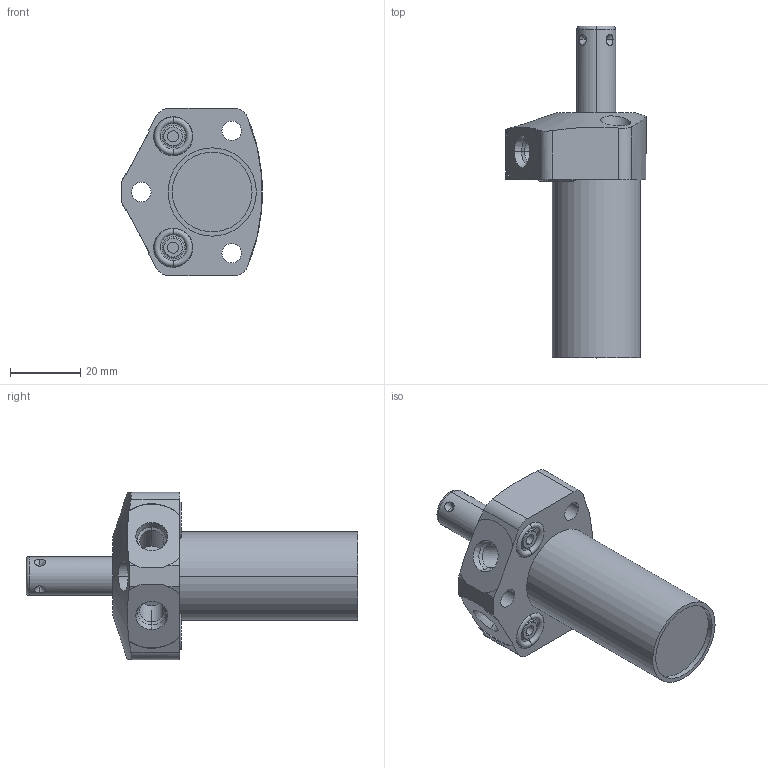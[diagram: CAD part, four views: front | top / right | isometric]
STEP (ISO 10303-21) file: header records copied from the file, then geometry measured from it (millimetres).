
FILE_DESCRIPTION((''),'2;1');
FILE_NAME('ILC25620500','2022-01-21T10:52:34',('rkuestersteffen'),(''),'CREO PARAMETRIC BY PTC INC, 2021164','CREO PARAMETRIC BY PTC INC, 2021164','');
FILE_SCHEMA(('AUTOMOTIVE_DESIGN { 1 0 10303 214 1 1 1 1 }'));
Length unit declared in the file: inch
Products named in the file (1): ILC25620500
Bounding box: 40.11 x 94.59 x 47.62 mm (x, y, z)
Volume: 50340.9 mm3; surface area: 14003.9 mm2
Topology: 1 solids, 2 shells, 135 faces, 313 edges, 197 vertices
Faces by surface type: cylinder 61, plane 36, cone 28, torus 10
Entity records: 5522 total; most frequent: CARTESIAN_POINT 971, DIRECTION 745, ORIENTED_EDGE 594, PRESENTATION_STYLE_ASSIGNMENT 349, STYLED_ITEM 336, CURVE_STYLE 334, AXIS2_PLACEMENT_3D 301, EDGE_CURVE 299
